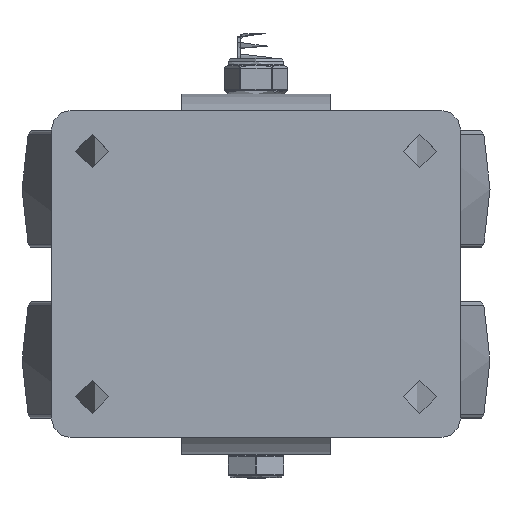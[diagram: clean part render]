
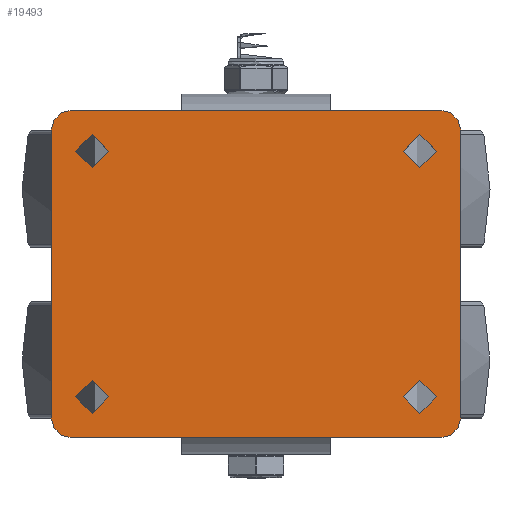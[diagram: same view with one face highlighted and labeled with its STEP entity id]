
A CAD part, top view. The second image highlights one B-rep face of the part: STEP entity #19493.
In plain terms, the highlighted planar face has unit normal (0, 0, 1).
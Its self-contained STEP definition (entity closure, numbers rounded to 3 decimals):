
#2263=FACE_BOUND('',#4013,.T.);
#2264=FACE_BOUND('',#4014,.T.);
#2265=FACE_BOUND('',#4015,.T.);
#2266=FACE_BOUND('',#4016,.T.);
#2444=PLANE('',#20995);
#2836=FACE_OUTER_BOUND('',#4012,.T.);
#4012=EDGE_LOOP('',(#13450,#13451,#13452,#13453,#13454,#13455,#13456,#13457));
#4013=EDGE_LOOP('',(#13458));
#4014=EDGE_LOOP('',(#13459));
#4015=EDGE_LOOP('',(#13460));
#4016=EDGE_LOOP('',(#13461));
#5353=LINE('',#27036,#6500);
#5372=LINE('',#27077,#6519);
#5373=LINE('',#27087,#6520);
#5374=LINE('',#27088,#6521);
#6500=VECTOR('',#22688,1000.);
#6519=VECTOR('',#22727,1000.);
#6520=VECTOR('',#22746,1000.);
#6521=VECTOR('',#22747,1000.);
#7603=CIRCLE('',#20917,8.5);
#7605=CIRCLE('',#20920,8.5);
#7607=CIRCLE('',#20923,8.5);
#7609=CIRCLE('',#20926,8.5);
#7612=CIRCLE('',#20930,7.1);
#7614=CIRCLE('',#20933,7.1);
#7615=CIRCLE('',#20935,7.1);
#7617=CIRCLE('',#20938,7.1);
#8317=VERTEX_POINT('',#26870);
#8318=VERTEX_POINT('',#26871);
#8321=VERTEX_POINT('',#26879);
#8322=VERTEX_POINT('',#26880);
#8325=VERTEX_POINT('',#26888);
#8326=VERTEX_POINT('',#26889);
#8329=VERTEX_POINT('',#26897);
#8330=VERTEX_POINT('',#26898);
#8334=VERTEX_POINT('',#26908);
#8336=VERTEX_POINT('',#26914);
#8337=VERTEX_POINT('',#26918);
#8339=VERTEX_POINT('',#26924);
#10277=EDGE_CURVE('',#8317,#8318,#7603,.T.);
#10281=EDGE_CURVE('',#8321,#8322,#7605,.T.);
#10285=EDGE_CURVE('',#8325,#8326,#7607,.T.);
#10289=EDGE_CURVE('',#8329,#8330,#7609,.T.);
#10295=EDGE_CURVE('',#8334,#8334,#7612,.T.);
#10298=EDGE_CURVE('',#8336,#8336,#7614,.T.);
#10299=EDGE_CURVE('',#8337,#8337,#7615,.T.);
#10302=EDGE_CURVE('',#8339,#8339,#7617,.T.);
#10357=EDGE_CURVE('',#8325,#8330,#5353,.T.);
#10380=EDGE_CURVE('',#8321,#8318,#5372,.T.);
#10385=EDGE_CURVE('',#8317,#8326,#5373,.T.);
#10386=EDGE_CURVE('',#8322,#8329,#5374,.T.);
#13450=ORIENTED_EDGE('',*,*,#10277,.F.);
#13451=ORIENTED_EDGE('',*,*,#10385,.T.);
#13452=ORIENTED_EDGE('',*,*,#10285,.F.);
#13453=ORIENTED_EDGE('',*,*,#10357,.T.);
#13454=ORIENTED_EDGE('',*,*,#10289,.F.);
#13455=ORIENTED_EDGE('',*,*,#10386,.F.);
#13456=ORIENTED_EDGE('',*,*,#10281,.F.);
#13457=ORIENTED_EDGE('',*,*,#10380,.T.);
#13458=ORIENTED_EDGE('',*,*,#10302,.F.);
#13459=ORIENTED_EDGE('',*,*,#10299,.F.);
#13460=ORIENTED_EDGE('',*,*,#10298,.T.);
#13461=ORIENTED_EDGE('',*,*,#10295,.T.);
#19493=ADVANCED_FACE('',(#2836,#2263,#2264,#2265,#2266),#2444,.F.);
#20917=AXIS2_PLACEMENT_3D('',#26872,#22524,#22525);
#20920=AXIS2_PLACEMENT_3D('',#26881,#22532,#22533);
#20923=AXIS2_PLACEMENT_3D('',#26890,#22540,#22541);
#20926=AXIS2_PLACEMENT_3D('',#26899,#22548,#22549);
#20930=AXIS2_PLACEMENT_3D('',#26910,#22559,#22560);
#20933=AXIS2_PLACEMENT_3D('',#26916,#22566,#22567);
#20935=AXIS2_PLACEMENT_3D('',#26919,#22570,#22571);
#20938=AXIS2_PLACEMENT_3D('',#26925,#22577,#22578);
#20995=AXIS2_PLACEMENT_3D('',#27086,#22744,#22745);
#22524=DIRECTION('center_axis',(0.,0.,-1.));
#22525=DIRECTION('ref_axis',(-0.707,-0.707,0.));
#22532=DIRECTION('center_axis',(0.,0.,-1.));
#22533=DIRECTION('ref_axis',(-0.707,0.707,0.));
#22540=DIRECTION('center_axis',(0.,0.,-1.));
#22541=DIRECTION('ref_axis',(0.707,-0.707,0.));
#22548=DIRECTION('center_axis',(0.,0.,-1.));
#22549=DIRECTION('ref_axis',(0.707,0.707,0.));
#22559=DIRECTION('center_axis',(0.,0.,-1.));
#22560=DIRECTION('ref_axis',(1.,0.,0.));
#22566=DIRECTION('center_axis',(0.,0.,-1.));
#22567=DIRECTION('ref_axis',(1.,0.,0.));
#22570=DIRECTION('center_axis',(0.,0.,1.));
#22571=DIRECTION('ref_axis',(1.,0.,0.));
#22577=DIRECTION('center_axis',(0.,0.,1.));
#22578=DIRECTION('ref_axis',(1.,0.,0.));
#22688=DIRECTION('',(0.,1.,0.));
#22727=DIRECTION('',(0.,-1.,0.));
#22744=DIRECTION('center_axis',(0.,0.,-1.));
#22745=DIRECTION('ref_axis',(1.,0.,0.));
#22746=DIRECTION('',(1.,0.,0.));
#22747=DIRECTION('',(1.,0.,0.));
#26870=CARTESIAN_POINT('',(-79.,-70.,163.3));
#26871=CARTESIAN_POINT('',(-87.5,-61.5,163.3));
#26872=CARTESIAN_POINT('Origin',(-79.,-61.5,163.3));
#26879=CARTESIAN_POINT('',(-87.5,61.5,163.3));
#26880=CARTESIAN_POINT('',(-79.,70.,163.3));
#26881=CARTESIAN_POINT('Origin',(-79.,61.5,163.3));
#26888=CARTESIAN_POINT('',(87.5,-61.5,163.3));
#26889=CARTESIAN_POINT('',(79.,-70.,163.3));
#26890=CARTESIAN_POINT('Origin',(79.,-61.5,163.3));
#26897=CARTESIAN_POINT('',(79.,70.,163.3));
#26898=CARTESIAN_POINT('',(87.5,61.5,163.3));
#26899=CARTESIAN_POINT('Origin',(79.,61.5,163.3));
#26908=CARTESIAN_POINT('',(-77.1,-52.5,163.3));
#26910=CARTESIAN_POINT('Origin',(-70.,-52.5,163.3));
#26914=CARTESIAN_POINT('',(62.9,-52.5,163.3));
#26916=CARTESIAN_POINT('Origin',(70.,-52.5,163.3));
#26918=CARTESIAN_POINT('',(-77.1,52.5,163.3));
#26919=CARTESIAN_POINT('Origin',(-70.,52.5,163.3));
#26924=CARTESIAN_POINT('',(62.9,52.5,163.3));
#26925=CARTESIAN_POINT('Origin',(70.,52.5,163.3));
#27036=CARTESIAN_POINT('',(87.5,-70.,163.3));
#27077=CARTESIAN_POINT('',(-87.5,70.,163.3));
#27086=CARTESIAN_POINT('Origin',(0.,0.,163.3));
#27087=CARTESIAN_POINT('',(-87.5,-70.,163.3));
#27088=CARTESIAN_POINT('',(-87.5,70.,163.3));
